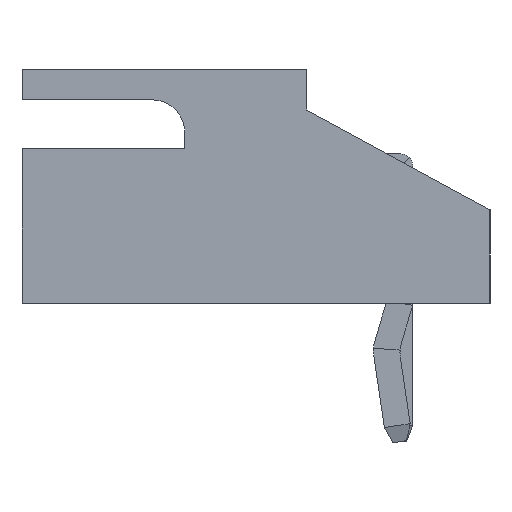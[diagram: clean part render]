
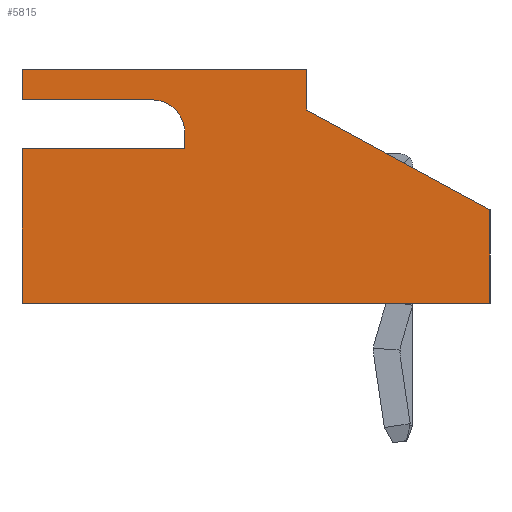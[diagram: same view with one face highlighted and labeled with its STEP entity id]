
A CAD part, left-side view. The second image highlights one B-rep face of the part: STEP entity #5815.
In plain terms, the highlighted planar face has unit normal (-1, 0, 0).
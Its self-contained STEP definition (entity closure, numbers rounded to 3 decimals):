
#315 = DIRECTION ( 'NONE',  ( 0., 0., 1. ) ) ;
#529 = CARTESIAN_POINT ( 'NONE',  ( -21.25, 7., 0.925 ) ) ;
#727 = ORIENTED_EDGE ( 'NONE', *, *, #2432, .F. ) ;
#744 = EDGE_CURVE ( 'NONE', #3785, #8870, #1694, .T. ) ;
#778 = DIRECTION ( 'NONE',  ( 0., 0., 1. ) ) ;
#780 = CARTESIAN_POINT ( 'NONE',  ( -21.25, -4.5, -0.575 ) ) ;
#984 = VECTOR ( 'NONE', #8416, 1000. ) ;
#1038 = ORIENTED_EDGE ( 'NONE', *, *, #744, .T. ) ;
#1065 = VECTOR ( 'NONE', #2499, 1000. ) ;
#1197 = CARTESIAN_POINT ( 'NONE',  ( -21.25, 7., 2.875 ) ) ;
#1356 = CARTESIAN_POINT ( 'NONE',  ( -21.25, 7., -2.875 ) ) ;
#1401 = CARTESIAN_POINT ( 'NONE',  ( -21.25, 3.8, 1.325 ) ) ;
#1454 = LINE ( 'NONE', #3773, #2886 ) ;
#1582 = FACE_OUTER_BOUND ( 'NONE', #2339, .T. ) ;
#1653 = CARTESIAN_POINT ( 'NONE',  ( -21.25, -4.5, -2.875 ) ) ;
#1694 = LINE ( 'NONE', #8368, #2920 ) ;
#1741 = LINE ( 'NONE', #9176, #1065 ) ;
#1756 = VERTEX_POINT ( 'NONE', #1653 ) ;
#2134 = EDGE_CURVE ( 'NONE', #4612, #9095, #4929, .T. ) ;
#2242 = ORIENTED_EDGE ( 'NONE', *, *, #6502, .T. ) ;
#2339 = EDGE_LOOP ( 'NONE', ( #5310, #5886, #8055, #2242, #1038, #3684, #3066, #2607, #727, #8684, #3778 ) ) ;
#2405 = EDGE_CURVE ( 'NONE', #2446, #1756, #4118, .T. ) ;
#2432 = EDGE_CURVE ( 'NONE', #7182, #8563, #8362, .T. ) ;
#2446 = VERTEX_POINT ( 'NONE', #1356 ) ;
#2499 = DIRECTION ( 'NONE',  ( 0., 0., 1. ) ) ;
#2607 = ORIENTED_EDGE ( 'NONE', *, *, #5745, .F. ) ;
#2755 = CARTESIAN_POINT ( 'NONE',  ( -21.25, 7., 2.125 ) ) ;
#2886 = VECTOR ( 'NONE', #778, 1000. ) ;
#2920 = VECTOR ( 'NONE', #8939, 1000. ) ;
#3000 = PLANE ( 'NONE',  #4296 ) ;
#3023 = CIRCLE ( 'NONE', #5161, 0.8 ) ;
#3043 = VECTOR ( 'NONE', #3314, 1000. ) ;
#3066 = ORIENTED_EDGE ( 'NONE', *, *, #2405, .T. ) ;
#3095 = DIRECTION ( 'NONE',  ( 0., 0., -1. ) ) ;
#3204 = DIRECTION ( 'NONE',  ( 0., -1., 0. ) ) ;
#3206 = EDGE_CURVE ( 'NONE', #4105, #4612, #8006, .T. ) ;
#3314 = DIRECTION ( 'NONE',  ( 0., 0., -1. ) ) ;
#3630 = VERTEX_POINT ( 'NONE', #7405 ) ;
#3648 = DIRECTION ( 'NONE',  ( 0., -1., 0. ) ) ;
#3670 = CARTESIAN_POINT ( 'NONE',  ( -21.25, 3.8, 2.125 ) ) ;
#3684 = ORIENTED_EDGE ( 'NONE', *, *, #7165, .F. ) ;
#3725 = LINE ( 'NONE', #5286, #4283 ) ;
#3773 = CARTESIAN_POINT ( 'NONE',  ( -21.25, 7., -2.875 ) ) ;
#3778 = ORIENTED_EDGE ( 'NONE', *, *, #2134, .F. ) ;
#3785 = VERTEX_POINT ( 'NONE', #6123 ) ;
#3925 = CARTESIAN_POINT ( 'NONE',  ( -21.25, 7., -2.875 ) ) ;
#4105 = VERTEX_POINT ( 'NONE', #4495 ) ;
#4118 = LINE ( 'NONE', #3925, #5078 ) ;
#4283 = VECTOR ( 'NONE', #3095, 1000. ) ;
#4296 = AXIS2_PLACEMENT_3D ( 'NONE', #4486, #7386, #8869 ) ;
#4318 = VECTOR ( 'NONE', #3648, 1000. ) ;
#4486 = CARTESIAN_POINT ( 'NONE',  ( -21.25, 7., -2.875 ) ) ;
#4495 = CARTESIAN_POINT ( 'NONE',  ( -21.25, 7., 2.125 ) ) ;
#4517 = VERTEX_POINT ( 'NONE', #3670 ) ;
#4612 = VERTEX_POINT ( 'NONE', #1197 ) ;
#4855 = EDGE_CURVE ( 'NONE', #4105, #4517, #7858, .T. ) ;
#4929 = LINE ( 'NONE', #7265, #4318 ) ;
#5078 = VECTOR ( 'NONE', #3204, 1000. ) ;
#5161 = AXIS2_PLACEMENT_3D ( 'NONE', #1401, #8601, #8547 ) ;
#5197 = VECTOR ( 'NONE', #315, 1000. ) ;
#5286 = CARTESIAN_POINT ( 'NONE',  ( -21.25, -4.5, -0.575 ) ) ;
#5310 = ORIENTED_EDGE ( 'NONE', *, *, #3206, .F. ) ;
#5424 = CARTESIAN_POINT ( 'NONE',  ( -21.25, 7., -2.875 ) ) ;
#5663 = DIRECTION ( 'NONE',  ( 0., -1., 0. ) ) ;
#5745 = EDGE_CURVE ( 'NONE', #8563, #1756, #3725, .T. ) ;
#5815 = ADVANCED_FACE ( 'NONE', ( #1582 ), #3000, .F. ) ;
#5886 = ORIENTED_EDGE ( 'NONE', *, *, #4855, .T. ) ;
#5967 = CARTESIAN_POINT ( 'NONE',  ( -21.25, 0., 1.875 ) ) ;
#6005 = CARTESIAN_POINT ( 'NONE',  ( -21.25, 0., 2.875 ) ) ;
#6123 = CARTESIAN_POINT ( 'NONE',  ( -21.25, 3., 0.925 ) ) ;
#6222 = CARTESIAN_POINT ( 'NONE',  ( -21.25, 0., 1.875 ) ) ;
#6502 = EDGE_CURVE ( 'NONE', #3630, #3785, #9039, .T. ) ;
#6935 = CARTESIAN_POINT ( 'NONE',  ( -21.25, 3., 1.325 ) ) ;
#6968 = EDGE_CURVE ( 'NONE', #7182, #9095, #1741, .T. ) ;
#7016 = EDGE_CURVE ( 'NONE', #4517, #3630, #3023, .T. ) ;
#7165 = EDGE_CURVE ( 'NONE', #2446, #8870, #1454, .T. ) ;
#7182 = VERTEX_POINT ( 'NONE', #5967 ) ;
#7265 = CARTESIAN_POINT ( 'NONE',  ( -21.25, 7., 2.875 ) ) ;
#7386 = DIRECTION ( 'NONE',  ( 1., 0., 0. ) ) ;
#7405 = CARTESIAN_POINT ( 'NONE',  ( -21.25, 3., 1.325 ) ) ;
#7858 = LINE ( 'NONE', #2755, #9240 ) ;
#8006 = LINE ( 'NONE', #5424, #5197 ) ;
#8055 = ORIENTED_EDGE ( 'NONE', *, *, #7016, .T. ) ;
#8362 = LINE ( 'NONE', #6222, #984 ) ;
#8368 = CARTESIAN_POINT ( 'NONE',  ( -21.25, 7., 0.925 ) ) ;
#8416 = DIRECTION ( 'NONE',  ( 0., -0.878, -0.478 ) ) ;
#8547 = DIRECTION ( 'NONE',  ( 0., 0., -1. ) ) ;
#8563 = VERTEX_POINT ( 'NONE', #780 ) ;
#8601 = DIRECTION ( 'NONE',  ( 1., 0., 0. ) ) ;
#8684 = ORIENTED_EDGE ( 'NONE', *, *, #6968, .T. ) ;
#8869 = DIRECTION ( 'NONE',  ( 0., 0., -1. ) ) ;
#8870 = VERTEX_POINT ( 'NONE', #529 ) ;
#8939 = DIRECTION ( 'NONE',  ( 0., 1., 0. ) ) ;
#9039 = LINE ( 'NONE', #6935, #3043 ) ;
#9095 = VERTEX_POINT ( 'NONE', #6005 ) ;
#9176 = CARTESIAN_POINT ( 'NONE',  ( -21.25, 0., -2.875 ) ) ;
#9240 = VECTOR ( 'NONE', #5663, 1000. ) ;
